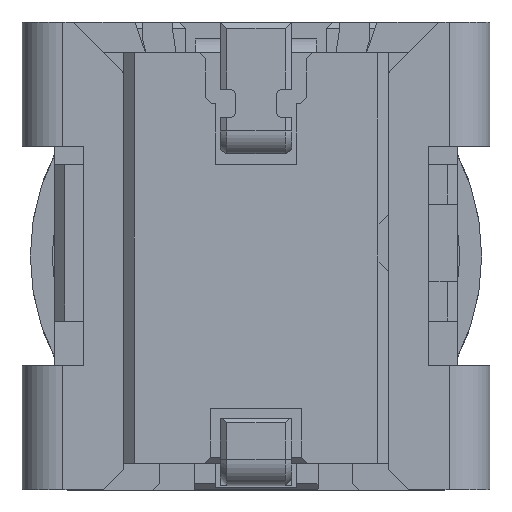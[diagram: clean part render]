
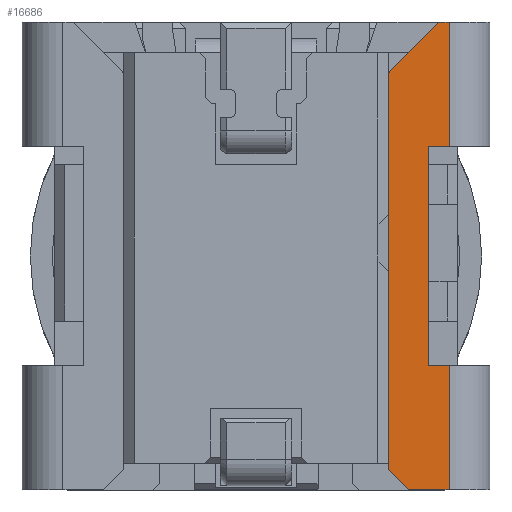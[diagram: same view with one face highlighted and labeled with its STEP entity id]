
A CAD part, front view. The second image highlights one B-rep face of the part: STEP entity #16686.
In plain terms, the highlighted planar face has unit normal (-0.003, -1, 0).
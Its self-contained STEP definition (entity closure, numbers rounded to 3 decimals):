
#287 = DIRECTION ( 'NONE',  ( 1., -0.003, 0. ) ) ;
#321 = ORIENTED_EDGE ( 'NONE', *, *, #14188, .F. ) ;
#700 = EDGE_CURVE ( 'NONE', #10159, #4411, #10721, .T. ) ;
#773 = DIRECTION ( 'NONE',  ( -0.707, 0.002, -0.707 ) ) ;
#851 = EDGE_CURVE ( 'NONE', #14640, #10159, #15773, .T. ) ;
#1013 = VERTEX_POINT ( 'NONE', #15584 ) ;
#1070 = LINE ( 'NONE', #13703, #4669 ) ;
#1277 = EDGE_CURVE ( 'NONE', #14640, #6849, #11134, .T. ) ;
#1422 = CARTESIAN_POINT ( 'NONE',  ( 0.75, 0.001, -1.15 ) ) ;
#1474 = CARTESIAN_POINT ( 'NONE',  ( 0.85, 0., -0.54 ) ) ;
#1507 = VECTOR ( 'NONE', #15229, 1000. ) ;
#1918 = LINE ( 'NONE', #5491, #15458 ) ;
#2074 = LINE ( 'NONE', #5349, #5236 ) ;
#2222 = CARTESIAN_POINT ( 'NONE',  ( 0.95, 0., 1.15 ) ) ;
#2466 = EDGE_CURVE ( 'NONE', #4411, #5203, #2074, .T. ) ;
#2617 = EDGE_CURVE ( 'NONE', #15551, #5203, #3335, .T. ) ;
#2876 = VERTEX_POINT ( 'NONE', #14049 ) ;
#2933 = CARTESIAN_POINT ( 'NONE',  ( 0.65, 0.001, 0.9 ) ) ;
#3335 = LINE ( 'NONE', #1422, #10143 ) ;
#3433 = DIRECTION ( 'NONE',  ( 0.003, 1., 0. ) ) ;
#3546 = EDGE_CURVE ( 'NONE', #16438, #1013, #11880, .T. ) ;
#4344 = CARTESIAN_POINT ( 'NONE',  ( 0.95, 0., -1.15 ) ) ;
#4411 = VERTEX_POINT ( 'NONE', #5109 ) ;
#4669 = VECTOR ( 'NONE', #11207, 1000. ) ;
#4748 = CARTESIAN_POINT ( 'NONE',  ( 0.9, 0., 1.15 ) ) ;
#4994 = EDGE_CURVE ( 'NONE', #13474, #15551, #1070, .T. ) ;
#5109 = CARTESIAN_POINT ( 'NONE',  ( 0.65, 0.001, -1.05 ) ) ;
#5203 = VERTEX_POINT ( 'NONE', #13004 ) ;
#5236 = VECTOR ( 'NONE', #7506, 1000. ) ;
#5349 = CARTESIAN_POINT ( 'NONE',  ( 0.65, 0.001, -1.05 ) ) ;
#5491 = CARTESIAN_POINT ( 'NONE',  ( 0.95, 0., 1.15 ) ) ;
#6101 = PLANE ( 'NONE',  #12741 ) ;
#6469 = CARTESIAN_POINT ( 'NONE',  ( 0.9, 0., 1.15 ) ) ;
#6590 = DIRECTION ( 'NONE',  ( 1., -0.003, 0. ) ) ;
#6842 = DIRECTION ( 'NONE',  ( -1., 0.003, 0. ) ) ;
#6849 = VERTEX_POINT ( 'NONE', #2222 ) ;
#7090 = VECTOR ( 'NONE', #12587, 1000. ) ;
#7506 = DIRECTION ( 'NONE',  ( 0.707, -0.002, -0.707 ) ) ;
#7526 = VECTOR ( 'NONE', #6590, 1000. ) ;
#8294 = FACE_OUTER_BOUND ( 'NONE', #15117, .T. ) ;
#10143 = VECTOR ( 'NONE', #6842, 1000. ) ;
#10159 = VERTEX_POINT ( 'NONE', #14554 ) ;
#10260 = VECTOR ( 'NONE', #287, 1000. ) ;
#10721 = LINE ( 'NONE', #11125, #7090 ) ;
#10951 = DIRECTION ( 'NONE',  ( 1., -0.003, 0. ) ) ;
#10959 = DIRECTION ( 'NONE',  ( 0., 0., -1. ) ) ;
#11124 = ORIENTED_EDGE ( 'NONE', *, *, #3546, .T. ) ;
#11125 = CARTESIAN_POINT ( 'NONE',  ( 0.65, 0.001, 1.15 ) ) ;
#11134 = LINE ( 'NONE', #6469, #7526 ) ;
#11207 = DIRECTION ( 'NONE',  ( 0., 0., -1. ) ) ;
#11544 = CARTESIAN_POINT ( 'NONE',  ( 0.95, 0., 1.15 ) ) ;
#11880 = LINE ( 'NONE', #12760, #1507 ) ;
#11951 = EDGE_CURVE ( 'NONE', #1013, #2876, #13796, .T. ) ;
#12147 = LINE ( 'NONE', #1474, #15744 ) ;
#12155 = ORIENTED_EDGE ( 'NONE', *, *, #851, .T. ) ;
#12500 = EDGE_CURVE ( 'NONE', #6849, #2876, #1918, .T. ) ;
#12587 = DIRECTION ( 'NONE',  ( 0., 0., -1. ) ) ;
#12741 = AXIS2_PLACEMENT_3D ( 'NONE', #11544, #3433, #12890 ) ;
#12760 = CARTESIAN_POINT ( 'NONE',  ( 0.85, 0., -0.54 ) ) ;
#12890 = DIRECTION ( 'NONE',  ( 0., 0., -1. ) ) ;
#13004 = CARTESIAN_POINT ( 'NONE',  ( 0.75, 0.001, -1.15 ) ) ;
#13027 = ORIENTED_EDGE ( 'NONE', *, *, #700, .T. ) ;
#13203 = ORIENTED_EDGE ( 'NONE', *, *, #11951, .T. ) ;
#13474 = VERTEX_POINT ( 'NONE', #15916 ) ;
#13703 = CARTESIAN_POINT ( 'NONE',  ( 0.95, 0., 1.15 ) ) ;
#13796 = LINE ( 'NONE', #15091, #10260 ) ;
#13867 = ORIENTED_EDGE ( 'NONE', *, *, #2466, .T. ) ;
#14049 = CARTESIAN_POINT ( 'NONE',  ( 0.95, 0., 0.54 ) ) ;
#14188 = EDGE_CURVE ( 'NONE', #16438, #13474, #12147, .T. ) ;
#14554 = CARTESIAN_POINT ( 'NONE',  ( 0.65, 0.001, 0.9 ) ) ;
#14640 = VERTEX_POINT ( 'NONE', #4748 ) ;
#14875 = ORIENTED_EDGE ( 'NONE', *, *, #12500, .F. ) ;
#14903 = ORIENTED_EDGE ( 'NONE', *, *, #2617, .F. ) ;
#14928 = CARTESIAN_POINT ( 'NONE',  ( 0.85, 0., -0.54 ) ) ;
#15091 = CARTESIAN_POINT ( 'NONE',  ( 0.85, 0., 0.54 ) ) ;
#15117 = EDGE_LOOP ( 'NONE', ( #12155, #13027, #13867, #14903, #15959, #321, #11124, #13203, #14875, #17243 ) ) ;
#15229 = DIRECTION ( 'NONE',  ( 0., 0., 1. ) ) ;
#15347 = VECTOR ( 'NONE', #773, 1000. ) ;
#15458 = VECTOR ( 'NONE', #10959, 1000. ) ;
#15551 = VERTEX_POINT ( 'NONE', #4344 ) ;
#15584 = CARTESIAN_POINT ( 'NONE',  ( 0.85, 0., 0.54 ) ) ;
#15744 = VECTOR ( 'NONE', #10951, 1000. ) ;
#15773 = LINE ( 'NONE', #2933, #15347 ) ;
#15916 = CARTESIAN_POINT ( 'NONE',  ( 0.95, 0., -0.54 ) ) ;
#15959 = ORIENTED_EDGE ( 'NONE', *, *, #4994, .F. ) ;
#16438 = VERTEX_POINT ( 'NONE', #14928 ) ;
#16686 = ADVANCED_FACE ( 'NONE', ( #8294 ), #6101, .F. ) ;
#17243 = ORIENTED_EDGE ( 'NONE', *, *, #1277, .F. ) ;
